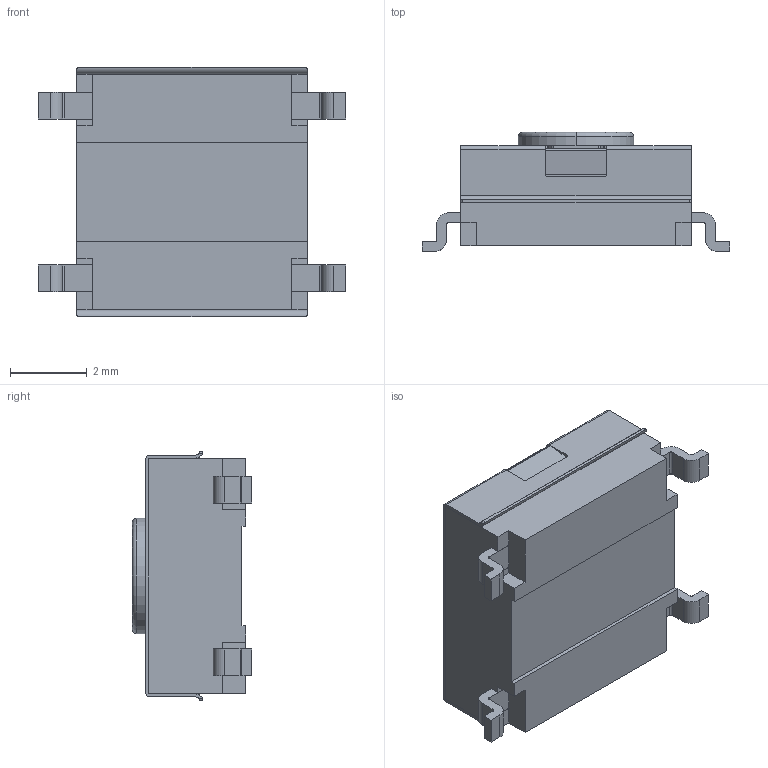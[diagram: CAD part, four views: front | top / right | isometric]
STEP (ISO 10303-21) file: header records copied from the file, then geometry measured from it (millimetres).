
FILE_DESCRIPTION (( 'STEP AP214' ), '1' );
FILE_NAME ('B3FS-1000P.STEP', '2021-07-15T11:22:05', ( '' ), ( '' ), 'SwSTEP 2.0', 'SolidWorks 2018', '' );
FILE_SCHEMA (( 'AUTOMOTIVE_DESIGN' ));
Length unit declared in the file: millimetre
Products named in the file (1): B3FS-1000P
Bounding box: 8 x 3.1 x 6.5 mm (x, y, z)
Volume: 97.8 mm3; surface area: 303.1 mm2
Topology: 5 solids, 5 shells, 153 faces, 443 edges, 292 vertices
Faces by surface type: plane 92, cylinder 59, torus 2
Entity records: 5808 total; most frequent: CARTESIAN_POINT 1009, ORIENTED_EDGE 886, DIRECTION 857, EDGE_CURVE 443, LINE 321, VECTOR 321, VERTEX_POINT 292, AXIS2_PLACEMENT_3D 268
